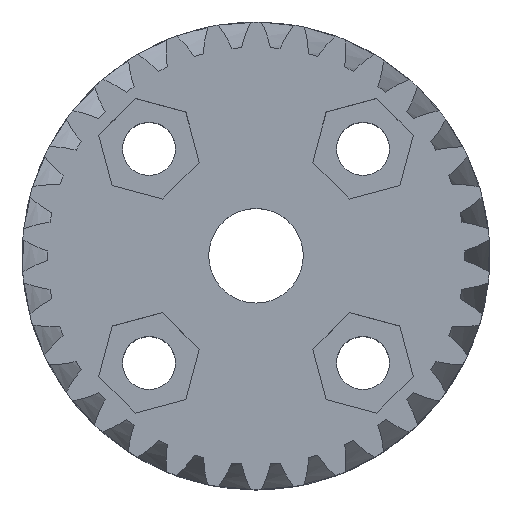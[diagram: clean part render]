
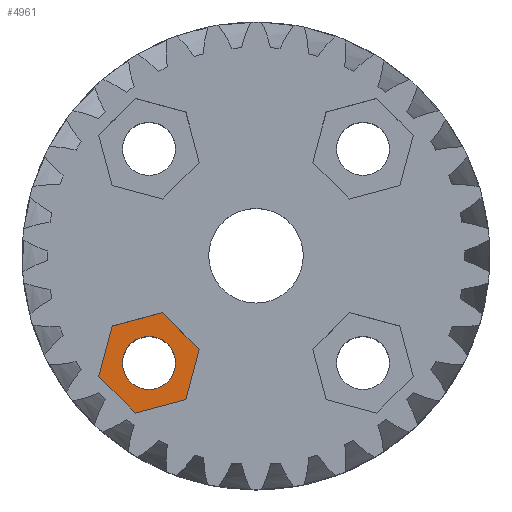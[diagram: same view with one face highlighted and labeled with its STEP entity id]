
A CAD part, top view. The second image highlights one B-rep face of the part: STEP entity #4961.
In plain terms, the highlighted planar face has unit normal (0, 0, 1).
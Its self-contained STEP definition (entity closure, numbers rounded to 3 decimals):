
#16=FACE_BOUND('',#730,.T.);
#47=PLANE('',#5268);
#299=CIRCLE('',#5269,2.1);
#425=FACE_OUTER_BOUND('',#729,.T.);
#729=EDGE_LOOP('',(#3480,#3481,#3482,#3483,#3484,#3485));
#730=EDGE_LOOP('',(#3486));
#1019=LINE('',#7640,#1103);
#1023=LINE('',#7647,#1107);
#1026=LINE('',#7653,#1110);
#1029=LINE('',#7659,#1113);
#1032=LINE('',#7665,#1116);
#1034=LINE('',#7668,#1118);
#1103=VECTOR('',#5483,10.);
#1107=VECTOR('',#5489,10.);
#1110=VECTOR('',#5494,10.);
#1113=VECTOR('',#5499,10.);
#1116=VECTOR('',#5504,10.);
#1118=VECTOR('',#5508,10.);
#1960=VERTEX_POINT('',#7637);
#1961=VERTEX_POINT('',#7639);
#1963=VERTEX_POINT('',#7645);
#1965=VERTEX_POINT('',#7651);
#1967=VERTEX_POINT('',#7657);
#1969=VERTEX_POINT('',#7663);
#1970=VERTEX_POINT('',#7670);
#2540=EDGE_CURVE('',#1960,#1961,#1019,.T.);
#2544=EDGE_CURVE('',#1963,#1960,#1023,.T.);
#2547=EDGE_CURVE('',#1965,#1963,#1026,.T.);
#2550=EDGE_CURVE('',#1967,#1965,#1029,.T.);
#2553=EDGE_CURVE('',#1969,#1967,#1032,.T.);
#2555=EDGE_CURVE('',#1961,#1969,#1034,.T.);
#2556=EDGE_CURVE('',#1970,#1970,#299,.T.);
#3480=ORIENTED_EDGE('',*,*,#2555,.F.);
#3481=ORIENTED_EDGE('',*,*,#2540,.F.);
#3482=ORIENTED_EDGE('',*,*,#2544,.F.);
#3483=ORIENTED_EDGE('',*,*,#2547,.F.);
#3484=ORIENTED_EDGE('',*,*,#2550,.F.);
#3485=ORIENTED_EDGE('',*,*,#2553,.F.);
#3486=ORIENTED_EDGE('',*,*,#2556,.F.);
#4961=ADVANCED_FACE('',(#425,#16),#47,.T.);
#5268=AXIS2_PLACEMENT_3D('',#7669,#5509,#5510);
#5269=AXIS2_PLACEMENT_3D('',#7671,#5511,#5512);
#5483=DIRECTION('',(0.259,0.966,0.));
#5489=DIRECTION('',(-0.707,0.707,0.));
#5494=DIRECTION('',(-0.966,-0.259,0.));
#5499=DIRECTION('',(-0.259,-0.966,0.));
#5504=DIRECTION('',(0.707,-0.707,0.));
#5508=DIRECTION('',(0.966,0.259,0.));
#5509=DIRECTION('center_axis',(0.,0.,1.));
#5510=DIRECTION('ref_axis',(1.,0.,0.));
#5511=DIRECTION('center_axis',(0.,0.,1.));
#5512=DIRECTION('ref_axis',(-1.,0.,0.));
#7637=CARTESIAN_POINT('',(-12.473,-9.554,15.));
#7639=CARTESIAN_POINT('',(-11.404,-5.566,15.));
#7640=CARTESIAN_POINT('',(-11.404,-5.566,15.));
#7645=CARTESIAN_POINT('',(-9.554,-12.473,15.));
#7647=CARTESIAN_POINT('',(-12.473,-9.554,15.));
#7651=CARTESIAN_POINT('',(-5.566,-11.404,15.));
#7653=CARTESIAN_POINT('',(-9.554,-12.473,15.));
#7657=CARTESIAN_POINT('',(-4.498,-7.417,15.));
#7659=CARTESIAN_POINT('',(-5.566,-11.404,15.));
#7663=CARTESIAN_POINT('',(-7.417,-4.498,15.));
#7665=CARTESIAN_POINT('',(-4.498,-7.417,15.));
#7668=CARTESIAN_POINT('',(-7.417,-4.498,15.));
#7669=CARTESIAN_POINT('Origin',(-8.485,-8.485,15.));
#7670=CARTESIAN_POINT('',(-6.385,-8.485,15.));
#7671=CARTESIAN_POINT('Origin',(-8.485,-8.485,15.));
